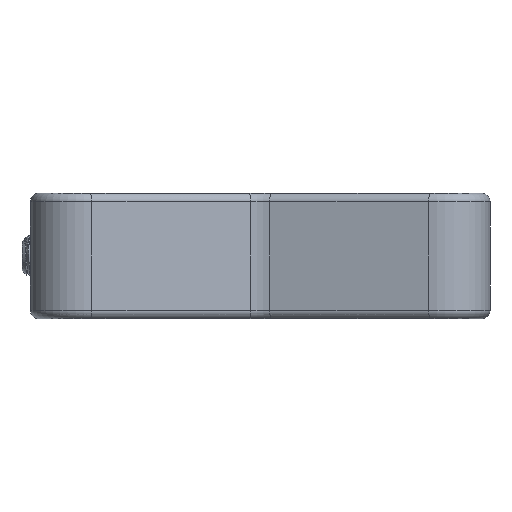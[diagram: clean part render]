
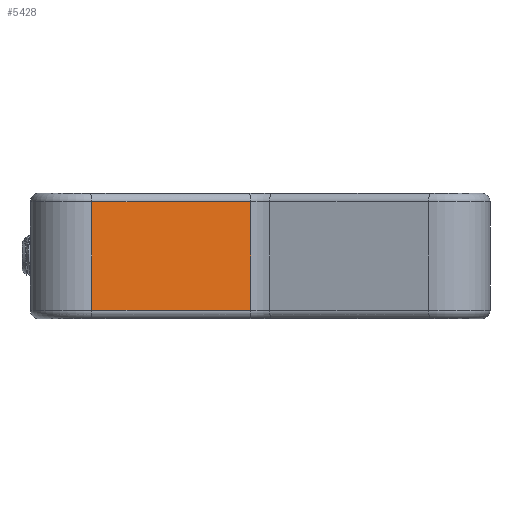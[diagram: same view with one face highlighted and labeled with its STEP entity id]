
A CAD part, front view. The second image highlights one B-rep face of the part: STEP entity #5428.
In plain terms, the highlighted planar face has unit normal (0.225, -0.974, 0).
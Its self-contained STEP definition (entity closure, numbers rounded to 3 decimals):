
#649 = CARTESIAN_POINT ( 'NONE',  ( -1.125, -22.954, -6.5 ) ) ;
#1186 = EDGE_LOOP ( 'NONE', ( #8395, #5992, #1225, #6517 ) ) ;
#1225 = ORIENTED_EDGE ( 'NONE', *, *, #5133, .F. ) ;
#1683 = CARTESIAN_POINT ( 'NONE',  ( -20.15, -27.346, 7.5 ) ) ;
#1869 = VECTOR ( 'NONE', #6151, 1000. ) ;
#1989 = EDGE_CURVE ( 'NONE', #10174, #11265, #10460, .T. ) ;
#2507 = DIRECTION ( 'NONE',  ( 0., 0., -1. ) ) ;
#2562 = DIRECTION ( 'NONE',  ( -0.225, 0.974, 0. ) ) ;
#3318 = DIRECTION ( 'NONE',  ( 0.974, 0.225, 0. ) ) ;
#3374 = PLANE ( 'NONE',  #7227 ) ;
#3987 = CARTESIAN_POINT ( 'NONE',  ( -1.125, -22.954, 7.5 ) ) ;
#5133 = EDGE_CURVE ( 'NONE', #6231, #8915, #10194, .T. ) ;
#5241 = FACE_OUTER_BOUND ( 'NONE', #1186, .T. ) ;
#5428 = ADVANCED_FACE ( 'NONE', ( #5241 ), #3374, .F. ) ;
#5992 = ORIENTED_EDGE ( 'NONE', *, *, #10484, .T. ) ;
#6151 = DIRECTION ( 'NONE',  ( -0.974, -0.225, 0. ) ) ;
#6193 = CARTESIAN_POINT ( 'NONE',  ( -20.15, -27.346, 6.5 ) ) ;
#6231 = VERTEX_POINT ( 'NONE', #9008 ) ;
#6517 = ORIENTED_EDGE ( 'NONE', *, *, #7561, .T. ) ;
#7227 = AXIS2_PLACEMENT_3D ( 'NONE', #1683, #2562, #8861 ) ;
#7561 = EDGE_CURVE ( 'NONE', #6231, #10174, #8088, .T. ) ;
#7827 = CARTESIAN_POINT ( 'NONE',  ( -1.125, -22.954, -6.5 ) ) ;
#8088 = LINE ( 'NONE', #10598, #1869 ) ;
#8395 = ORIENTED_EDGE ( 'NONE', *, *, #1989, .T. ) ;
#8861 = DIRECTION ( 'NONE',  ( -0.974, -0.225, 0. ) ) ;
#8915 = VERTEX_POINT ( 'NONE', #649 ) ;
#9008 = CARTESIAN_POINT ( 'NONE',  ( -1.125, -22.954, 6.5 ) ) ;
#9271 = VECTOR ( 'NONE', #3318, 1000. ) ;
#10174 = VERTEX_POINT ( 'NONE', #6193 ) ;
#10194 = LINE ( 'NONE', #3987, #10954 ) ;
#10432 = CARTESIAN_POINT ( 'NONE',  ( -20.15, -27.346, -6.5 ) ) ;
#10460 = LINE ( 'NONE', #10567, #11246 ) ;
#10465 = LINE ( 'NONE', #7827, #9271 ) ;
#10484 = EDGE_CURVE ( 'NONE', #11265, #8915, #10465, .T. ) ;
#10567 = CARTESIAN_POINT ( 'NONE',  ( -20.15, -27.346, 7.5 ) ) ;
#10598 = CARTESIAN_POINT ( 'NONE',  ( -20.15, -27.346, 6.5 ) ) ;
#10954 = VECTOR ( 'NONE', #11245, 1000. ) ;
#11245 = DIRECTION ( 'NONE',  ( 0., 0., -1. ) ) ;
#11246 = VECTOR ( 'NONE', #2507, 1000. ) ;
#11265 = VERTEX_POINT ( 'NONE', #10432 ) ;
